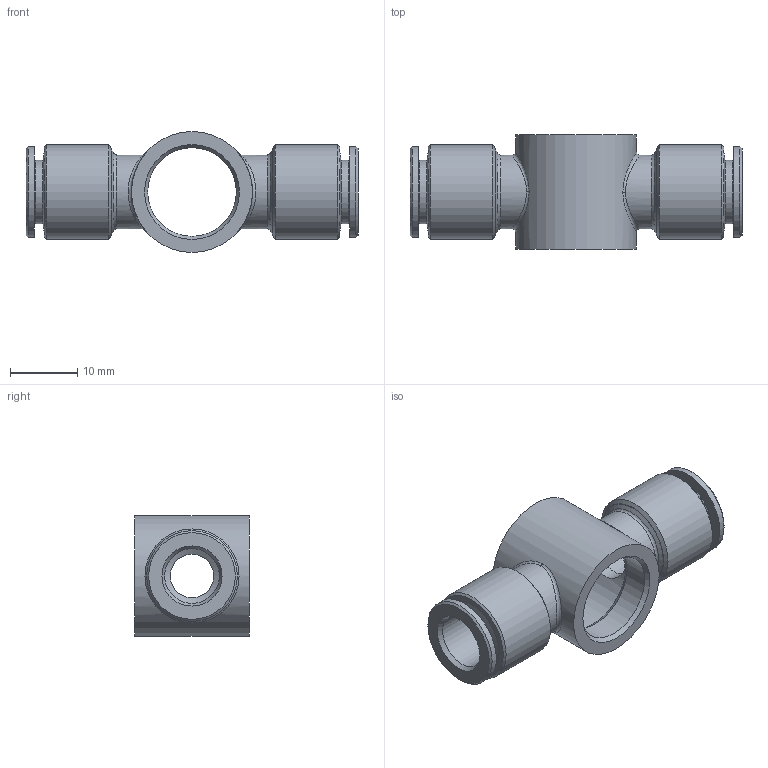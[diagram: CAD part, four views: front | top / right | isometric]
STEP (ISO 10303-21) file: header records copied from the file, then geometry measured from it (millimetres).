
FILE_DESCRIPTION( ( 'STEP AP214' ), '1' );
FILE_NAME( 'psolqas_17212_44.stp', '2020-12-01T17:13:47', ( 'License CC BY-ND 4.0' ), ( 'CADENAS' ), ' ', 'PARTsolutions', ' ' );
FILE_SCHEMA( ( 'AUTOMOTIVE_DESIGN { 1 0 10303 214 1 1 1 1 }' ) );
Length unit declared in the file: metre
Products named in the file (1): Rivoluzione1
Bounding box: 49.4 x 17 x 18 mm (x, y, z)
Volume: 4318.9 mm3; surface area: 4406.9 mm2
Topology: 1 solids, 1 shells, 54 faces, 118 edges, 74 vertices
Faces by surface type: cone 20, cylinder 18, plane 10, bspline 4, torus 2
Full cylindrical faces by diameter (mm): 6.5 x2, 8.15 x2, 9.4 x2, 11 x2, 12.8 x2, 13.2 x2, 13.5 x2, 14 x2, 14.1 x1, 18 x1
Entity records: 2528 total; most frequent: CARTESIAN_POINT 1111, DIRECTION 206, ORIENTED_EDGE 136, EDGE_LOOP 108, AXIS2_PLACEMENT_3D 103, FACE_OUTER_BOUND 74, EDGE_CURVE 68, VERTEX_POINT 64
